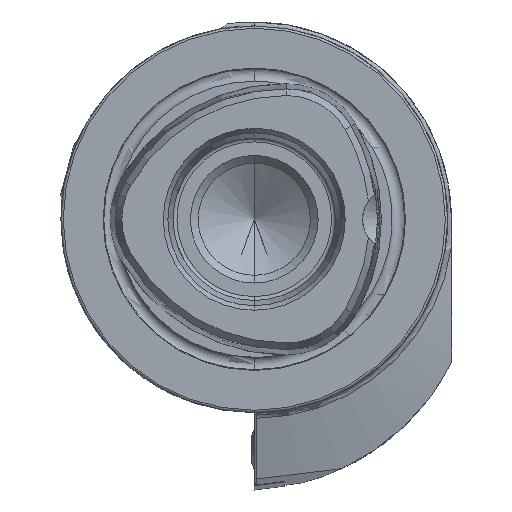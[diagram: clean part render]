
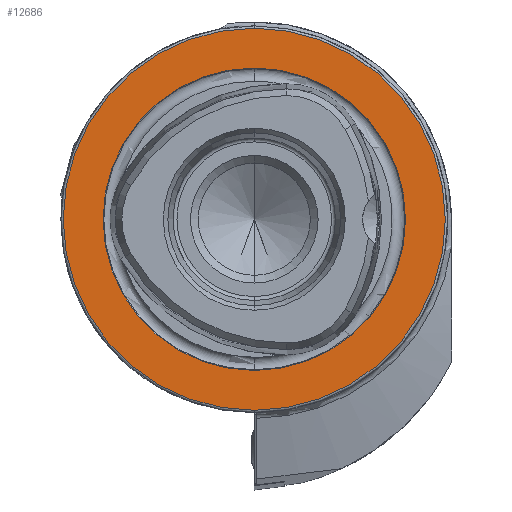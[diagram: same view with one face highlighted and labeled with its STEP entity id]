
A CAD part, left-side view. The second image highlights one B-rep face of the part: STEP entity #12686.
In plain terms, the highlighted planar face has unit normal (-1, 0, 0).
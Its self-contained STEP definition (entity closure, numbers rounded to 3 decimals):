
#72 = AXIS2_PLACEMENT_3D ( 'NONE', #11696, #7716, #10673 ) ;
#119 = FACE_BOUND ( 'NONE', #3122, .T. ) ;
#178 = EDGE_CURVE ( 'NONE', #350, #10905, #7758, .T. ) ;
#265 = DIRECTION ( 'NONE',  ( 0., 0., 1. ) ) ;
#350 = VERTEX_POINT ( 'NONE', #11094 ) ;
#765 = VERTEX_POINT ( 'NONE', #3231 ) ;
#1504 = CIRCLE ( 'NONE', #2580, 24.7 ) ;
#1706 = EDGE_CURVE ( 'NONE', #5184, #765, #12438, .T. ) ;
#1867 = CARTESIAN_POINT ( 'NONE',  ( 0., 0., 0. ) ) ;
#2580 = AXIS2_PLACEMENT_3D ( 'NONE', #1867, #8801, #3873 ) ;
#2819 = EDGE_CURVE ( 'NONE', #10905, #350, #5108, .T. ) ;
#3122 = EDGE_LOOP ( 'NONE', ( #8836, #3899 ) ) ;
#3126 = CARTESIAN_POINT ( 'NONE',  ( 0., 0., 19.55 ) ) ;
#3231 = CARTESIAN_POINT ( 'NONE',  ( 0., 0., 24.7 ) ) ;
#3873 = DIRECTION ( 'NONE',  ( 0., 0., 1. ) ) ;
#3899 = ORIENTED_EDGE ( 'NONE', *, *, #178, .F. ) ;
#4115 = DIRECTION ( 'NONE',  ( -1., 0., 0. ) ) ;
#5023 = FACE_OUTER_BOUND ( 'NONE', #9946, .T. ) ;
#5108 = CIRCLE ( 'NONE', #11174, 19.55 ) ;
#5184 = VERTEX_POINT ( 'NONE', #10019 ) ;
#5643 = CARTESIAN_POINT ( 'NONE',  ( 0., 19.55, 0. ) ) ;
#5768 = PLANE ( 'NONE',  #10571 ) ;
#5777 = CARTESIAN_POINT ( 'NONE',  ( 0., 0., 0. ) ) ;
#5974 = AXIS2_PLACEMENT_3D ( 'NONE', #5777, #11656, #12636 ) ;
#7583 = DIRECTION ( 'NONE',  ( 0., 0., -1. ) ) ;
#7716 = DIRECTION ( 'NONE',  ( -1., 0., 0. ) ) ;
#7758 = CIRCLE ( 'NONE', #5974, 19.55 ) ;
#8042 = CARTESIAN_POINT ( 'NONE',  ( 0., 0., 0. ) ) ;
#8434 = ORIENTED_EDGE ( 'NONE', *, *, #12230, .T. ) ;
#8801 = DIRECTION ( 'NONE',  ( -1., 0., 0. ) ) ;
#8836 = ORIENTED_EDGE ( 'NONE', *, *, #2819, .F. ) ;
#9616 = DIRECTION ( 'NONE',  ( 1., 0., 0. ) ) ;
#9946 = EDGE_LOOP ( 'NONE', ( #8434, #11765 ) ) ;
#10019 = CARTESIAN_POINT ( 'NONE',  ( 0., 0., -24.7 ) ) ;
#10571 = AXIS2_PLACEMENT_3D ( 'NONE', #5643, #9616, #7583 ) ;
#10673 = DIRECTION ( 'NONE',  ( 0., 0., 1. ) ) ;
#10905 = VERTEX_POINT ( 'NONE', #3126 ) ;
#11094 = CARTESIAN_POINT ( 'NONE',  ( 0., 0., -19.55 ) ) ;
#11174 = AXIS2_PLACEMENT_3D ( 'NONE', #8042, #4115, #265 ) ;
#11656 = DIRECTION ( 'NONE',  ( -1., 0., 0. ) ) ;
#11696 = CARTESIAN_POINT ( 'NONE',  ( 0., 0., 0. ) ) ;
#11765 = ORIENTED_EDGE ( 'NONE', *, *, #1706, .T. ) ;
#12230 = EDGE_CURVE ( 'NONE', #765, #5184, #1504, .T. ) ;
#12438 = CIRCLE ( 'NONE', #72, 24.7 ) ;
#12636 = DIRECTION ( 'NONE',  ( 0., 0., 1. ) ) ;
#12686 = ADVANCED_FACE ( 'NONE', ( #119, #5023 ), #5768, .F. ) ;
